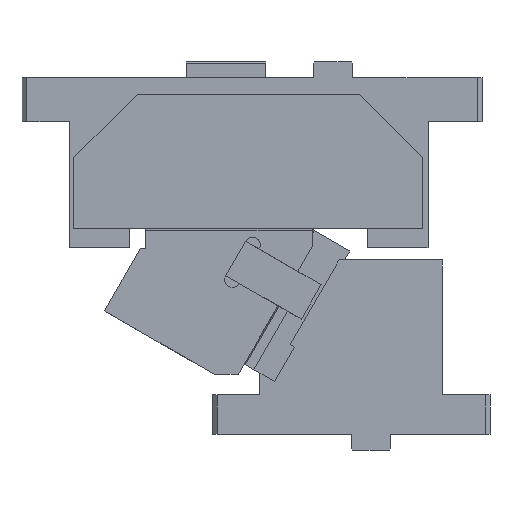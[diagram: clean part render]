
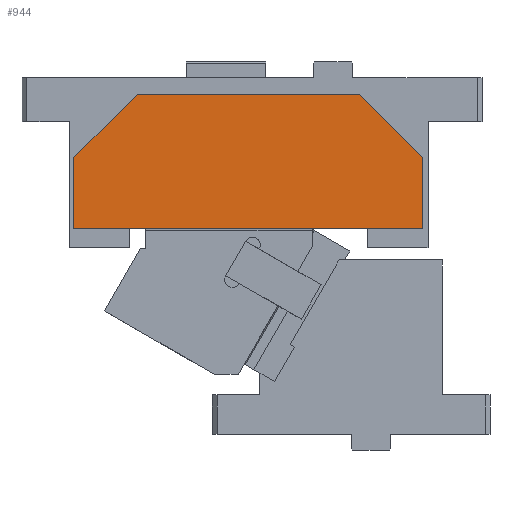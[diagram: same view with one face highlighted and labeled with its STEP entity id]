
A CAD part, left-side view. The second image highlights one B-rep face of the part: STEP entity #944.
In plain terms, the highlighted planar face has unit normal (-1, 0, 0).
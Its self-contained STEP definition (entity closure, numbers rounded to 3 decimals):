
#786=CARTESIAN_POINT('Vertex',(346.218,369.525,-95.454)) ;
#791=CARTESIAN_POINT('Line Origine',(346.218,479.525,-95.454)) ;
#795=CARTESIAN_POINT('Vertex',(346.218,589.525,-95.454)) ;
#831=CARTESIAN_POINT('Line Origine',(346.218,589.525,-72.954)) ;
#835=CARTESIAN_POINT('Vertex',(346.218,589.525,-50.454)) ;
#862=CARTESIAN_POINT('Line Origine',(346.218,569.525,-30.454)) ;
#866=CARTESIAN_POINT('Vertex',(346.218,549.525,-10.454)) ;
#893=CARTESIAN_POINT('Line Origine',(346.218,479.525,-10.454)) ;
#897=CARTESIAN_POINT('Vertex',(346.218,409.525,-10.454)) ;
#919=CARTESIAN_POINT('Axis2P3D Location',(346.218,479.525,-57.424)) ;
#924=CARTESIAN_POINT('Line Origine',(346.218,369.525,-72.954)) ;
#928=CARTESIAN_POINT('Vertex',(346.218,369.525,-50.454)) ;
#931=CARTESIAN_POINT('Line Origine',(346.218,389.525,-30.454)) ;
#792=DIRECTION('Vector Direction',(0.,-1.,0.)) ;
#832=DIRECTION('Vector Direction',(0.,0.,-1.)) ;
#863=DIRECTION('Vector Direction',(0.,0.707,-0.707)) ;
#894=DIRECTION('Vector Direction',(0.,1.,0.)) ;
#920=DIRECTION('Axis2P3D Direction',(1.,0.,0.)) ;
#921=DIRECTION('Axis2P3D XDirection',(0.,1.,0.)) ;
#925=DIRECTION('Vector Direction',(0.,0.,1.)) ;
#932=DIRECTION('Vector Direction',(0.,0.707,0.707)) ;
#922=AXIS2_PLACEMENT_3D('Plane Axis2P3D',#919,#920,#921) ;
#937=ORIENTED_EDGE('',*,*,#868,.T.) ;
#938=ORIENTED_EDGE('',*,*,#837,.T.) ;
#939=ORIENTED_EDGE('',*,*,#797,.T.) ;
#940=ORIENTED_EDGE('',*,*,#930,.T.) ;
#941=ORIENTED_EDGE('',*,*,#935,.T.) ;
#942=ORIENTED_EDGE('',*,*,#899,.T.) ;
#793=VECTOR('Line Direction',#792,1.) ;
#833=VECTOR('Line Direction',#832,1.) ;
#864=VECTOR('Line Direction',#863,1.) ;
#895=VECTOR('Line Direction',#894,1.) ;
#926=VECTOR('Line Direction',#925,1.) ;
#933=VECTOR('Line Direction',#932,1.) ;
#944=ADVANCED_FACE('CAM HOLDER',(#943),#923,.F.) ;
#797=EDGE_CURVE('',#796,#787,#794,.T.) ;
#837=EDGE_CURVE('',#836,#796,#834,.T.) ;
#868=EDGE_CURVE('',#867,#836,#865,.T.) ;
#899=EDGE_CURVE('',#898,#867,#896,.T.) ;
#930=EDGE_CURVE('',#787,#929,#927,.T.) ;
#935=EDGE_CURVE('',#929,#898,#934,.T.) ;
#936=EDGE_LOOP('',(#937,#938,#939,#940,#941,#942)) ;
#943=FACE_OUTER_BOUND('',#936,.T.) ;
#794=LINE('Line',#791,#793) ;
#834=LINE('Line',#831,#833) ;
#865=LINE('Line',#862,#864) ;
#896=LINE('Line',#893,#895) ;
#927=LINE('Line',#924,#926) ;
#934=LINE('Line',#931,#933) ;
#923=PLANE('Plane',#922) ;
#787=VERTEX_POINT('',#786) ;
#796=VERTEX_POINT('',#795) ;
#836=VERTEX_POINT('',#835) ;
#867=VERTEX_POINT('',#866) ;
#898=VERTEX_POINT('',#897) ;
#929=VERTEX_POINT('',#928) ;
